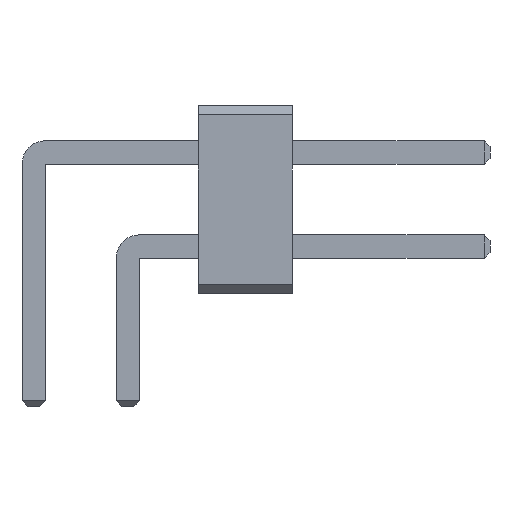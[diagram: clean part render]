
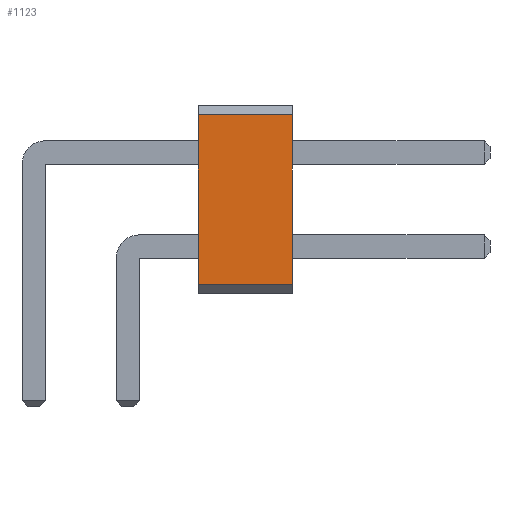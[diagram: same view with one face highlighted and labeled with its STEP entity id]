
A CAD part, front view. The second image highlights one B-rep face of the part: STEP entity #1123.
In plain terms, the highlighted planar face has unit normal (0, -1, 0).
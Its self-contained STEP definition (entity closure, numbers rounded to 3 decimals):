
#13=DIRECTION('',(0.,0.,1.));
#27=VECTOR('',#28,1.);
#28=DIRECTION('',(1.,0.,0.));
#57=DIRECTION('',(0.,-1.,0.));
#1110=VERTEX_POINT('',#1111);
#1111=CARTESIAN_POINT('',(5.5,-37.,0.2));
#1114=EDGE_CURVE('',#1115,#1110,#1117,.T.);
#1115=VERTEX_POINT('',#1116);
#1116=CARTESIAN_POINT('',(3.5,-37.,0.2));
#1117=LINE('',#1116,#27);
#1123=ADVANCED_FACE('',(#1124),#1141,.T.);
#1124=FACE_BOUND('',#1125,.T.);
#1125=EDGE_LOOP('',(#1126,#1127,#1133,#1138));
#1126=ORIENTED_EDGE('',*,*,#1114,.T.);
#1127=ORIENTED_EDGE('',*,*,#1128,.T.);
#1128=EDGE_CURVE('',#1110,#1129,#1131,.T.);
#1129=VERTEX_POINT('',#1130);
#1130=CARTESIAN_POINT('',(5.5,-37.,3.8));
#1131=LINE('',#1111,#1132);
#1132=VECTOR('',#13,1.);
#1133=ORIENTED_EDGE('',*,*,#1134,.F.);
#1134=EDGE_CURVE('',#1135,#1129,#1137,.T.);
#1135=VERTEX_POINT('',#1136);
#1136=CARTESIAN_POINT('',(3.5,-37.,3.8));
#1137=LINE('',#1136,#27);
#1138=ORIENTED_EDGE('',*,*,#1139,.F.);
#1139=EDGE_CURVE('',#1115,#1135,#1140,.T.);
#1140=LINE('',#1116,#1132);
#1141=PLANE('',#1142);
#1142=AXIS2_PLACEMENT_3D('',#1116,#57,#13);
